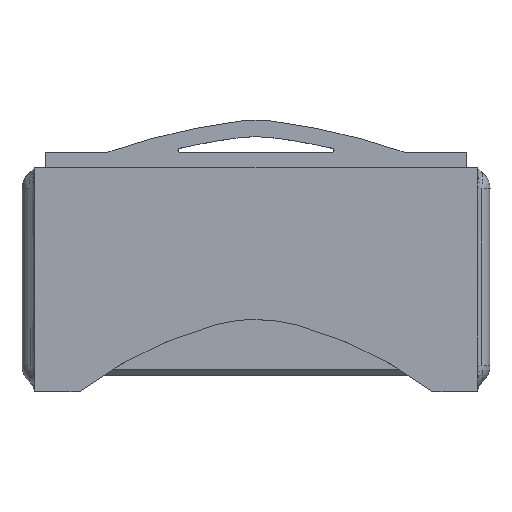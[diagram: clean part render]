
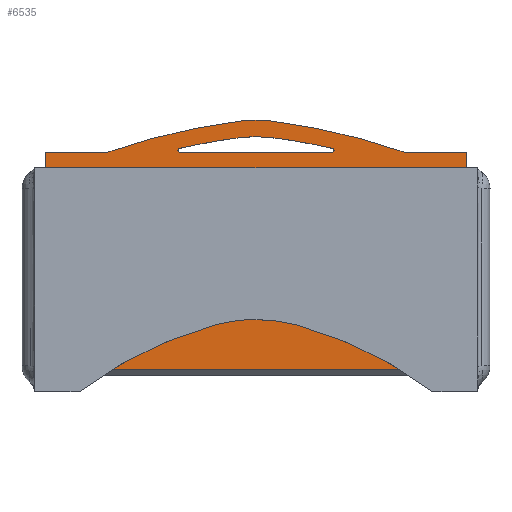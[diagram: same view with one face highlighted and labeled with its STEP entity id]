
A CAD part, top view. The second image highlights one B-rep face of the part: STEP entity #6535.
In plain terms, the highlighted planar face has unit normal (0, 0, 1).
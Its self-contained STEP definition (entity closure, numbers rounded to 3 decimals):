
#5232 = VERTEX_POINT('',#5233);
#5233 = CARTESIAN_POINT('',(29.32,21.897,1.2));
#5241 = EDGE_CURVE('',#5232,#5242,#5244,.T.);
#5242 = VERTEX_POINT('',#5243);
#5243 = CARTESIAN_POINT('',(34.755,20.895,1.2));
#5244 = CIRCLE('',#5245,63.);
#5245 = AXIS2_PLACEMENT_3D('',#5246,#5247,#5248);
#5246 = CARTESIAN_POINT('',(20.625,-40.5,1.2));
#5247 = DIRECTION('',(0.,0.,-1.));
#5248 = DIRECTION('',(1.,0.,0.));
#5264 = EDGE_CURVE('',#5232,#5265,#5267,.T.);
#5265 = VERTEX_POINT('',#5266);
#5266 = CARTESIAN_POINT('',(25.18,21.897,1.2));
#5267 = B_SPLINE_CURVE_WITH_KNOTS('',4,(#5268,#5269,#5270,#5271,#5272,
    #5273,#5274,#5275,#5276,#5277,#5278,#5279,#5280,#5281),
  .UNSPECIFIED.,.F.,.F.,(5,3,3,3,5),(0.,0.25,0.5,
    0.75,1.),.UNSPECIFIED.);
#5268 = CARTESIAN_POINT('',(29.32,21.897,1.2));
#5269 = CARTESIAN_POINT('',(29.064,21.933,1.2));
#5270 = CARTESIAN_POINT('',(28.806,21.963,1.2));
#5271 = CARTESIAN_POINT('',(28.548,21.987,1.2));
#5272 = CARTESIAN_POINT('',(28.03,22.023,1.2));
#5273 = CARTESIAN_POINT('',(27.77,22.035,1.2));
#5274 = CARTESIAN_POINT('',(27.51,22.041,1.2));
#5275 = CARTESIAN_POINT('',(26.99,22.041,1.2));
#5276 = CARTESIAN_POINT('',(26.73,22.035,1.2));
#5277 = CARTESIAN_POINT('',(26.47,22.023,1.2));
#5278 = CARTESIAN_POINT('',(25.952,21.987,1.2));
#5279 = CARTESIAN_POINT('',(25.694,21.963,1.2));
#5280 = CARTESIAN_POINT('',(25.436,21.933,1.2));
#5281 = CARTESIAN_POINT('',(25.18,21.897,1.2));
#5314 = EDGE_CURVE('',#5315,#5242,#5317,.T.);
#5315 = VERTEX_POINT('',#5316);
#5316 = CARTESIAN_POINT('',(34.71,20.5,1.2));
#5317 = CIRCLE('',#5318,0.2);
#5318 = AXIS2_PLACEMENT_3D('',#5319,#5320,#5321);
#5319 = CARTESIAN_POINT('',(34.71,20.7,1.2));
#5320 = DIRECTION('',(0.,0.,1.));
#5321 = DIRECTION('',(0.,-1.,0.));
#5339 = VERTEX_POINT('',#5340);
#5340 = CARTESIAN_POINT('',(19.745,20.895,1.2));
#5346 = EDGE_CURVE('',#5339,#5265,#5347,.T.);
#5347 = CIRCLE('',#5348,63.);
#5348 = AXIS2_PLACEMENT_3D('',#5349,#5350,#5351);
#5349 = CARTESIAN_POINT('',(33.875,-40.5,1.2));
#5350 = DIRECTION('',(0.,0.,-1.));
#5351 = DIRECTION('',(1.,0.,0.));
#5363 = VERTEX_POINT('',#5364);
#5364 = CARTESIAN_POINT('',(19.79,20.5,1.2));
#5370 = EDGE_CURVE('',#5363,#5315,#5371,.T.);
#5371 = LINE('',#5372,#5373);
#5372 = CARTESIAN_POINT('',(-6.675,20.5,1.2));
#5373 = VECTOR('',#5374,1.);
#5374 = DIRECTION('',(1.,0.,0.));
#5388 = EDGE_CURVE('',#5363,#5339,#5389,.T.);
#5389 = CIRCLE('',#5390,0.2);
#5390 = AXIS2_PLACEMENT_3D('',#5391,#5392,#5393);
#5391 = CARTESIAN_POINT('',(19.79,20.7,1.2));
#5392 = DIRECTION('',(0.,0.,-1.));
#5393 = DIRECTION('',(0.,-1.,0.));
#5404 = EDGE_CURVE('',#5405,#5407,#5409,.T.);
#5405 = VERTEX_POINT('',#5406);
#5406 = CARTESIAN_POINT('',(6.575,20.5,1.2));
#5407 = VERTEX_POINT('',#5408);
#5408 = CARTESIAN_POINT('',(12.611,20.5,1.2));
#5409 = LINE('',#5410,#5411);
#5410 = CARTESIAN_POINT('',(6.575,20.5,1.2));
#5411 = VECTOR('',#5412,1.);
#5412 = DIRECTION('',(1.,0.,0.));
#5435 = EDGE_CURVE('',#5436,#5405,#5438,.T.);
#5436 = VERTEX_POINT('',#5437);
#5437 = CARTESIAN_POINT('',(6.575,-0.8,1.2));
#5438 = LINE('',#5439,#5440);
#5439 = CARTESIAN_POINT('',(6.575,-1.4,1.2));
#5440 = VECTOR('',#5441,1.);
#5441 = DIRECTION('',(0.,1.,0.));
#5578 = VERTEX_POINT('',#5579);
#5579 = CARTESIAN_POINT('',(47.925,20.5,1.2));
#5585 = EDGE_CURVE('',#5586,#5578,#5588,.T.);
#5586 = VERTEX_POINT('',#5587);
#5587 = CARTESIAN_POINT('',(47.925,-0.8,1.2));
#5588 = LINE('',#5589,#5590);
#5589 = CARTESIAN_POINT('',(47.925,19.7,1.2));
#5590 = VECTOR('',#5591,1.);
#5591 = DIRECTION('',(0.,1.,0.));
#5607 = EDGE_CURVE('',#5608,#5578,#5610,.T.);
#5608 = VERTEX_POINT('',#5609);
#5609 = CARTESIAN_POINT('',(41.889,20.5,1.2));
#5610 = LINE('',#5611,#5612);
#5611 = CARTESIAN_POINT('',(-6.675,20.5,1.2));
#5612 = VECTOR('',#5613,1.);
#5613 = DIRECTION('',(1.,0.,0.));
#5633 = VERTEX_POINT('',#5634);
#5634 = CARTESIAN_POINT('',(28.761,23.586,1.2));
#5640 = EDGE_CURVE('',#5633,#5608,#5641,.T.);
#5641 = CIRCLE('',#5642,64.6);
#5642 = AXIS2_PLACEMENT_3D('',#5643,#5644,#5645);
#5643 = CARTESIAN_POINT('',(20.625,-40.5,1.2));
#5644 = DIRECTION('',(0.,0.,-1.));
#5645 = DIRECTION('',(1.,0.,0.));
#5656 = EDGE_CURVE('',#5633,#5657,#5659,.T.);
#5657 = VERTEX_POINT('',#5658);
#5658 = CARTESIAN_POINT('',(25.739,23.586,1.2));
#5659 = CIRCLE('',#5660,12.);
#5660 = AXIS2_PLACEMENT_3D('',#5661,#5662,#5663);
#5661 = CARTESIAN_POINT('',(27.25,11.681,1.2));
#5662 = DIRECTION('',(0.,0.,1.));
#5663 = DIRECTION('',(1.,0.,0.));
#5683 = EDGE_CURVE('',#5407,#5657,#5684,.T.);
#5684 = CIRCLE('',#5685,64.6);
#5685 = AXIS2_PLACEMENT_3D('',#5686,#5687,#5688);
#5686 = CARTESIAN_POINT('',(33.875,-40.5,1.2));
#5687 = DIRECTION('',(0.,0.,-1.));
#5688 = DIRECTION('',(1.,0.,0.));
#6535 = ADVANCED_FACE('',(#6536,#6544),#6559,.T.);
#6536 = FACE_BOUND('',#6537,.T.);
#6537 = EDGE_LOOP('',(#6538,#6539,#6540,#6541,#6542,#6543));
#6538 = ORIENTED_EDGE('',*,*,#5346,.T.);
#6539 = ORIENTED_EDGE('',*,*,#5264,.F.);
#6540 = ORIENTED_EDGE('',*,*,#5241,.T.);
#6541 = ORIENTED_EDGE('',*,*,#5314,.F.);
#6542 = ORIENTED_EDGE('',*,*,#5370,.F.);
#6543 = ORIENTED_EDGE('',*,*,#5388,.T.);
#6544 = FACE_BOUND('',#6545,.T.);
#6545 = EDGE_LOOP('',(#6546,#6552,#6553,#6554,#6555,#6556,#6557,#6558));
#6546 = ORIENTED_EDGE('',*,*,#6547,.F.);
#6547 = EDGE_CURVE('',#5586,#5436,#6548,.T.);
#6548 = LINE('',#6549,#6550);
#6549 = CARTESIAN_POINT('',(61.175,-0.8,1.2));
#6550 = VECTOR('',#6551,1.);
#6551 = DIRECTION('',(-1.,0.,0.));
#6552 = ORIENTED_EDGE('',*,*,#5585,.T.);
#6553 = ORIENTED_EDGE('',*,*,#5607,.F.);
#6554 = ORIENTED_EDGE('',*,*,#5640,.F.);
#6555 = ORIENTED_EDGE('',*,*,#5656,.T.);
#6556 = ORIENTED_EDGE('',*,*,#5683,.F.);
#6557 = ORIENTED_EDGE('',*,*,#5404,.F.);
#6558 = ORIENTED_EDGE('',*,*,#5435,.F.);
#6559 = PLANE('',#6560);
#6560 = AXIS2_PLACEMENT_3D('',#6561,#6562,#6563);
#6561 = CARTESIAN_POINT('',(27.25,10.365,1.2));
#6562 = DIRECTION('',(0.,0.,1.));
#6563 = DIRECTION('',(0.,1.,0.));
